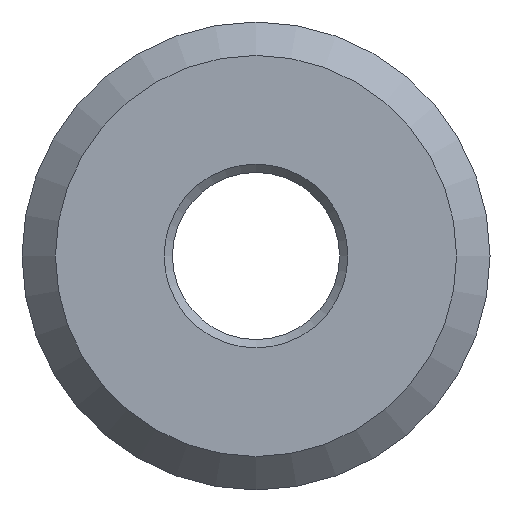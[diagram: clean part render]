
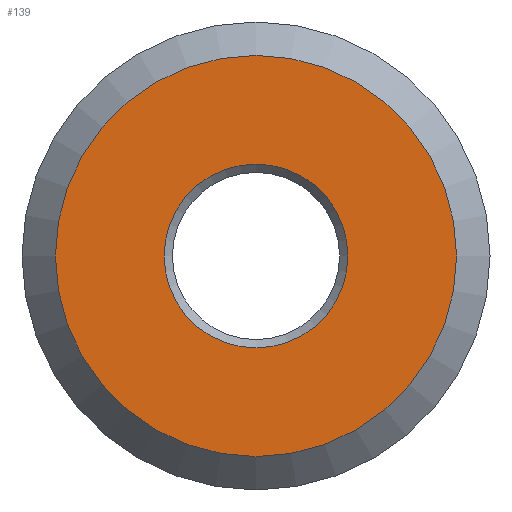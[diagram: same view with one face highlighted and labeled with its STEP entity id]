
A CAD part, front view. The second image highlights one B-rep face of the part: STEP entity #139.
In plain terms, the highlighted planar face has unit normal (0, -1, 0).
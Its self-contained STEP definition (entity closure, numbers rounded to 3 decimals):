
#20=PLANE('',#159);
#27=FACE_BOUND('',#56,.T.);
#39=FACE_OUTER_BOUND('',#55,.T.);
#55=EDGE_LOOP('',(#115));
#56=EDGE_LOOP('',(#116));
#76=CIRCLE('',#158,6.);
#77=CIRCLE('',#160,2.75);
#88=VERTEX_POINT('',#238);
#89=VERTEX_POINT('',#241);
#100=EDGE_CURVE('',#88,#88,#76,.T.);
#101=EDGE_CURVE('',#89,#89,#77,.T.);
#115=ORIENTED_EDGE('',*,*,#100,.F.);
#116=ORIENTED_EDGE('',*,*,#101,.F.);
#139=ADVANCED_FACE('',(#39,#27),#20,.T.);
#158=AXIS2_PLACEMENT_3D('',#239,#193,#194);
#159=AXIS2_PLACEMENT_3D('',#240,#195,#196);
#160=AXIS2_PLACEMENT_3D('',#242,#197,#198);
#193=DIRECTION('center_axis',(0.,1.,0.));
#194=DIRECTION('ref_axis',(-1.,0.,0.));
#195=DIRECTION('center_axis',(0.,-1.,0.));
#196=DIRECTION('ref_axis',(0.,0.,-1.));
#197=DIRECTION('center_axis',(0.,-1.,0.));
#198=DIRECTION('ref_axis',(-1.,0.,0.));
#238=CARTESIAN_POINT('',(6.,-6.5,0.));
#239=CARTESIAN_POINT('Origin',(0.,-6.5,0.));
#240=CARTESIAN_POINT('Origin',(4.75,-6.5,0.));
#241=CARTESIAN_POINT('',(2.75,-6.5,0.));
#242=CARTESIAN_POINT('Origin',(0.,-6.5,0.));
